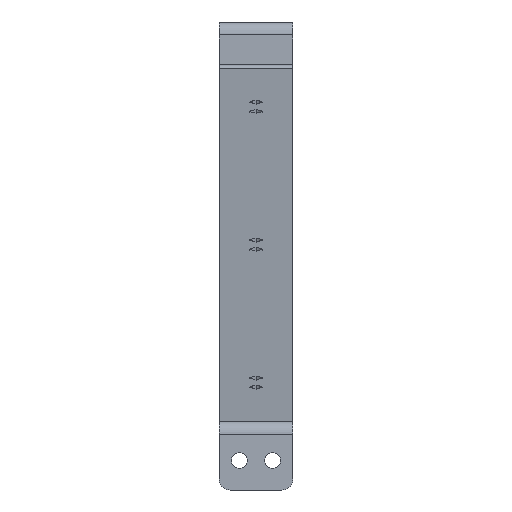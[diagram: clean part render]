
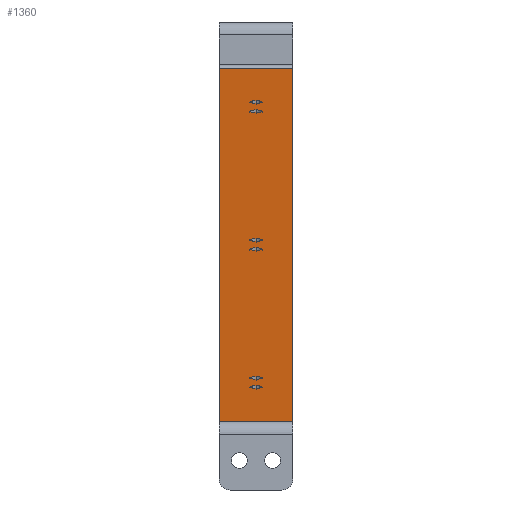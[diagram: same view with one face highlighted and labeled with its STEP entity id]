
A CAD part, front view. The second image highlights one B-rep face of the part: STEP entity #1360.
In plain terms, the highlighted planar face has unit normal (0, -0.208, 0.978).
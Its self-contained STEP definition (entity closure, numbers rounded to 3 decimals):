
#3 = DIRECTION ( 'NONE',  ( 0., 0.978, 0.208 ) ) ;
#8 = CARTESIAN_POINT ( 'NONE',  ( 10., -432.62, -96.905 ) ) ;
#12 = ORIENTED_EDGE ( 'NONE', *, *, #877, .T. ) ;
#20 = CARTESIAN_POINT ( 'NONE',  ( 0., -24.292, -10.113 ) ) ;
#39 = VERTEX_POINT ( 'NONE', #659 ) ;
#54 = EDGE_LOOP ( 'NONE', ( #1532, #1391 ) ) ;
#66 = LINE ( 'NONE', #1068, #1198 ) ;
#80 = EDGE_CURVE ( 'NONE', #1614, #511, #1028, .T. ) ;
#86 = FACE_BOUND ( 'NONE', #179, .T. ) ;
#100 = EDGE_CURVE ( 'NONE', #39, #1053, #723, .T. ) ;
#113 = DIRECTION ( 'NONE',  ( 0., -0.978, -0.208 ) ) ;
#136 = ORIENTED_EDGE ( 'NONE', *, *, #381, .T. ) ;
#137 = AXIS2_PLACEMENT_3D ( 'NONE', #1380, #741, #1250 ) ;
#148 = VECTOR ( 'NONE', #397, 1000. ) ;
#150 = CIRCLE ( 'NONE', #137, 1.65 ) ;
#179 = EDGE_LOOP ( 'NONE', ( #1313, #1537 ) ) ;
#191 = VERTEX_POINT ( 'NONE', #537 ) ;
#199 = CARTESIAN_POINT ( 'NONE',  ( 20., -475.023, -105.918 ) ) ;
#201 = ORIENTED_EDGE ( 'NONE', *, *, #631, .T. ) ;
#202 = DIRECTION ( 'NONE',  ( 0., 0.978, 0.208 ) ) ;
#219 = ORIENTED_EDGE ( 'NONE', *, *, #1403, .T. ) ;
#225 = CARTESIAN_POINT ( 'NONE',  ( 10., -244.816, -56.986 ) ) ;
#236 = VERTEX_POINT ( 'NONE', #693 ) ;
#251 = CIRCLE ( 'NONE', #1043, 1.65 ) ;
#255 = CARTESIAN_POINT ( 'NONE',  ( 0., 1.526, -4.625 ) ) ;
#261 = DIRECTION ( 'NONE',  ( 0., 0.978, 0.208 ) ) ;
#270 = EDGE_LOOP ( 'NONE', ( #315, #12 ) ) ;
#275 = EDGE_LOOP ( 'NONE', ( #852, #1577 ) ) ;
#294 = VERTEX_POINT ( 'NONE', #1477 ) ;
#295 = CARTESIAN_POINT ( 'NONE',  ( 10., -256.553, -59.481 ) ) ;
#303 = CARTESIAN_POINT ( 'NONE',  ( 10., -419.268, -94.067 ) ) ;
#304 = CIRCLE ( 'NONE', #829, 1.65 ) ;
#306 = LINE ( 'NONE', #255, #1042 ) ;
#308 = EDGE_CURVE ( 'NONE', #1101, #191, #606, .T. ) ;
#315 = ORIENTED_EDGE ( 'NONE', *, *, #1466, .T. ) ;
#343 = CARTESIAN_POINT ( 'NONE',  ( 10., -243.202, -56.643 ) ) ;
#352 = PLANE ( 'NONE',  #546 ) ;
#375 = EDGE_LOOP ( 'NONE', ( #525, #1086 ) ) ;
#381 = EDGE_CURVE ( 'NONE', #1688, #1349, #1061, .T. ) ;
#383 = DIRECTION ( 'NONE',  ( 0., 0.978, 0.208 ) ) ;
#388 = AXIS2_PLACEMENT_3D ( 'NONE', #343, #1645, #1625 ) ;
#395 = EDGE_CURVE ( 'NONE', #236, #1516, #150, .T. ) ;
#397 = DIRECTION ( 'NONE',  ( 1., 0., 0. ) ) ;
#440 = CARTESIAN_POINT ( 'NONE',  ( 10., -80.487, -22.057 ) ) ;
#467 = EDGE_CURVE ( 'NONE', #1516, #236, #251, .T. ) ;
#498 = DIRECTION ( 'NONE',  ( 0., 0.208, -0.978 ) ) ;
#511 = VERTEX_POINT ( 'NONE', #8 ) ;
#521 = CARTESIAN_POINT ( 'NONE',  ( 10., -254.939, -59.138 ) ) ;
#525 = ORIENTED_EDGE ( 'NONE', *, *, #395, .T. ) ;
#537 = CARTESIAN_POINT ( 'NONE',  ( 10., -420.882, -94.41 ) ) ;
#546 = AXIS2_PLACEMENT_3D ( 'NONE', #1016, #498, #636 ) ;
#564 = DIRECTION ( 'NONE',  ( 0., 0.208, -0.978 ) ) ;
#588 = VERTEX_POINT ( 'NONE', #20 ) ;
#594 = DIRECTION ( 'NONE',  ( 0., 0.978, 0.208 ) ) ;
#595 = CARTESIAN_POINT ( 'NONE',  ( 0., -475.023, -105.918 ) ) ;
#606 = CIRCLE ( 'NONE', #1543, 1.65 ) ;
#615 = CARTESIAN_POINT ( 'NONE',  ( 10., -417.654, -93.724 ) ) ;
#631 = EDGE_CURVE ( 'NONE', #1227, #1688, #66, .T. ) ;
#636 = DIRECTION ( 'NONE',  ( 0., 0.978, 0.208 ) ) ;
#639 = FACE_BOUND ( 'NONE', #275, .T. ) ;
#640 = LINE ( 'NONE', #1563, #148 ) ;
#659 = CARTESIAN_POINT ( 'NONE',  ( 10., -65.521, -18.876 ) ) ;
#665 = EDGE_LOOP ( 'NONE', ( #201, #136, #1631, #219 ) ) ;
#666 = DIRECTION ( 'NONE',  ( 0., 0.208, -0.978 ) ) ;
#693 = CARTESIAN_POINT ( 'NONE',  ( 10., -77.259, -21.371 ) ) ;
#696 = DIRECTION ( 'NONE',  ( 0., 0.978, 0.208 ) ) ;
#715 = AXIS2_PLACEMENT_3D ( 'NONE', #521, #1419, #3 ) ;
#723 = CIRCLE ( 'NONE', #907, 1.65 ) ;
#732 = DIRECTION ( 'NONE',  ( 0., 0.978, 0.208 ) ) ;
#739 = AXIS2_PLACEMENT_3D ( 'NONE', #1064, #666, #1583 ) ;
#740 = FACE_BOUND ( 'NONE', #270, .T. ) ;
#741 = DIRECTION ( 'NONE',  ( 0., 0.208, -0.978 ) ) ;
#742 = AXIS2_PLACEMENT_3D ( 'NONE', #1507, #1364, #594 ) ;
#748 = DIRECTION ( 'NONE',  ( 0., 0.208, -0.978 ) ) ;
#757 = DIRECTION ( 'NONE',  ( 0., 0.208, -0.978 ) ) ;
#785 = DIRECTION ( 'NONE',  ( 0., 0.208, -0.978 ) ) ;
#803 = CARTESIAN_POINT ( 'NONE',  ( 10., -429.392, -96.219 ) ) ;
#813 = FACE_OUTER_BOUND ( 'NONE', #665, .T. ) ;
#829 = AXIS2_PLACEMENT_3D ( 'NONE', #1336, #564, #696 ) ;
#852 = ORIENTED_EDGE ( 'NONE', *, *, #100, .T. ) ;
#857 = FACE_BOUND ( 'NONE', #54, .T. ) ;
#877 = EDGE_CURVE ( 'NONE', #1487, #1392, #1684, .T. ) ;
#899 = CARTESIAN_POINT ( 'NONE',  ( 10., -431.006, -96.562 ) ) ;
#907 = AXIS2_PLACEMENT_3D ( 'NONE', #1314, #785, #943 ) ;
#943 = DIRECTION ( 'NONE',  ( 0., 0.978, 0.208 ) ) ;
#959 = EDGE_CURVE ( 'NONE', #588, #1349, #640, .T. ) ;
#983 = CARTESIAN_POINT ( 'NONE',  ( 10., -78.873, -21.714 ) ) ;
#1003 = CIRCLE ( 'NONE', #715, 1.65 ) ;
#1016 = CARTESIAN_POINT ( 'NONE',  ( 0., 1.526, -4.625 ) ) ;
#1020 = CIRCLE ( 'NONE', #742, 1.65 ) ;
#1028 = CIRCLE ( 'NONE', #739, 1.65 ) ;
#1034 = EDGE_CURVE ( 'NONE', #1354, #294, #1175, .T. ) ;
#1042 = VECTOR ( 'NONE', #113, 1000. ) ;
#1043 = AXIS2_PLACEMENT_3D ( 'NONE', #983, #1224, #202 ) ;
#1053 = VERTEX_POINT ( 'NONE', #1652 ) ;
#1061 = LINE ( 'NONE', #1483, #1385 ) ;
#1064 = CARTESIAN_POINT ( 'NONE',  ( 10., -431.006, -96.562 ) ) ;
#1068 = CARTESIAN_POINT ( 'NONE',  ( 0., -475.023, -105.918 ) ) ;
#1084 = AXIS2_PLACEMENT_3D ( 'NONE', #1275, #748, #1262 ) ;
#1086 = ORIENTED_EDGE ( 'NONE', *, *, #467, .T. ) ;
#1101 = VERTEX_POINT ( 'NONE', #615 ) ;
#1129 = CARTESIAN_POINT ( 'NONE',  ( 20., -24.292, -10.113 ) ) ;
#1131 = EDGE_CURVE ( 'NONE', #1053, #39, #1020, .T. ) ;
#1154 = CIRCLE ( 'NONE', #1289, 1.65 ) ;
#1161 = DIRECTION ( 'NONE',  ( 0., 0.208, -0.978 ) ) ;
#1168 = EDGE_LOOP ( 'NONE', ( #1585, #1535 ) ) ;
#1175 = CIRCLE ( 'NONE', #388, 1.65 ) ;
#1191 = DIRECTION ( 'NONE',  ( 1., 0., 0. ) ) ;
#1198 = VECTOR ( 'NONE', #1191, 1000. ) ;
#1206 = DIRECTION ( 'NONE',  ( 0., 0.978, 0.208 ) ) ;
#1207 = AXIS2_PLACEMENT_3D ( 'NONE', #1531, #757, #261 ) ;
#1224 = DIRECTION ( 'NONE',  ( 0., 0.208, -0.978 ) ) ;
#1227 = VERTEX_POINT ( 'NONE', #595 ) ;
#1238 = CIRCLE ( 'NONE', #1084, 1.65 ) ;
#1250 = DIRECTION ( 'NONE',  ( 0., 0.978, 0.208 ) ) ;
#1262 = DIRECTION ( 'NONE',  ( 0., 0.978, 0.208 ) ) ;
#1275 = CARTESIAN_POINT ( 'NONE',  ( 10., -243.202, -56.643 ) ) ;
#1289 = AXIS2_PLACEMENT_3D ( 'NONE', #899, #1161, #383 ) ;
#1313 = ORIENTED_EDGE ( 'NONE', *, *, #1330, .T. ) ;
#1314 = CARTESIAN_POINT ( 'NONE',  ( 10., -67.135, -19.219 ) ) ;
#1323 = FACE_BOUND ( 'NONE', #375, .T. ) ;
#1330 = EDGE_CURVE ( 'NONE', #294, #1354, #1238, .T. ) ;
#1336 = CARTESIAN_POINT ( 'NONE',  ( 10., -419.268, -94.067 ) ) ;
#1349 = VERTEX_POINT ( 'NONE', #1129 ) ;
#1354 = VERTEX_POINT ( 'NONE', #225 ) ;
#1360 = ADVANCED_FACE ( 'NONE', ( #857, #1683, #740, #86, #1323, #639, #813 ), #352, .F. ) ;
#1364 = DIRECTION ( 'NONE',  ( 0., 0.208, -0.978 ) ) ;
#1380 = CARTESIAN_POINT ( 'NONE',  ( 10., -78.873, -21.714 ) ) ;
#1385 = VECTOR ( 'NONE', #732, 1000. ) ;
#1391 = ORIENTED_EDGE ( 'NONE', *, *, #1454, .T. ) ;
#1392 = VERTEX_POINT ( 'NONE', #1557 ) ;
#1403 = EDGE_CURVE ( 'NONE', #588, #1227, #306, .T. ) ;
#1419 = DIRECTION ( 'NONE',  ( 0., 0.208, -0.978 ) ) ;
#1454 = EDGE_CURVE ( 'NONE', #511, #1614, #1154, .T. ) ;
#1466 = EDGE_CURVE ( 'NONE', #1392, #1487, #1003, .T. ) ;
#1473 = DIRECTION ( 'NONE',  ( 0., 0.208, -0.978 ) ) ;
#1477 = CARTESIAN_POINT ( 'NONE',  ( 10., -241.588, -56.3 ) ) ;
#1483 = CARTESIAN_POINT ( 'NONE',  ( 20., 1.526, -4.625 ) ) ;
#1487 = VERTEX_POINT ( 'NONE', #295 ) ;
#1507 = CARTESIAN_POINT ( 'NONE',  ( 10., -67.135, -19.219 ) ) ;
#1516 = VERTEX_POINT ( 'NONE', #440 ) ;
#1531 = CARTESIAN_POINT ( 'NONE',  ( 10., -254.939, -59.138 ) ) ;
#1532 = ORIENTED_EDGE ( 'NONE', *, *, #80, .T. ) ;
#1535 = ORIENTED_EDGE ( 'NONE', *, *, #1570, .T. ) ;
#1537 = ORIENTED_EDGE ( 'NONE', *, *, #1034, .T. ) ;
#1543 = AXIS2_PLACEMENT_3D ( 'NONE', #303, #1473, #1206 ) ;
#1557 = CARTESIAN_POINT ( 'NONE',  ( 10., -253.325, -58.795 ) ) ;
#1563 = CARTESIAN_POINT ( 'NONE',  ( 0., -24.292, -10.113 ) ) ;
#1570 = EDGE_CURVE ( 'NONE', #191, #1101, #304, .T. ) ;
#1577 = ORIENTED_EDGE ( 'NONE', *, *, #1131, .T. ) ;
#1583 = DIRECTION ( 'NONE',  ( 0., 0.978, 0.208 ) ) ;
#1585 = ORIENTED_EDGE ( 'NONE', *, *, #308, .T. ) ;
#1614 = VERTEX_POINT ( 'NONE', #803 ) ;
#1625 = DIRECTION ( 'NONE',  ( 0., 0.978, 0.208 ) ) ;
#1631 = ORIENTED_EDGE ( 'NONE', *, *, #959, .F. ) ;
#1645 = DIRECTION ( 'NONE',  ( 0., 0.208, -0.978 ) ) ;
#1652 = CARTESIAN_POINT ( 'NONE',  ( 10., -68.749, -19.562 ) ) ;
#1683 = FACE_BOUND ( 'NONE', #1168, .T. ) ;
#1684 = CIRCLE ( 'NONE', #1207, 1.65 ) ;
#1688 = VERTEX_POINT ( 'NONE', #199 ) ;
